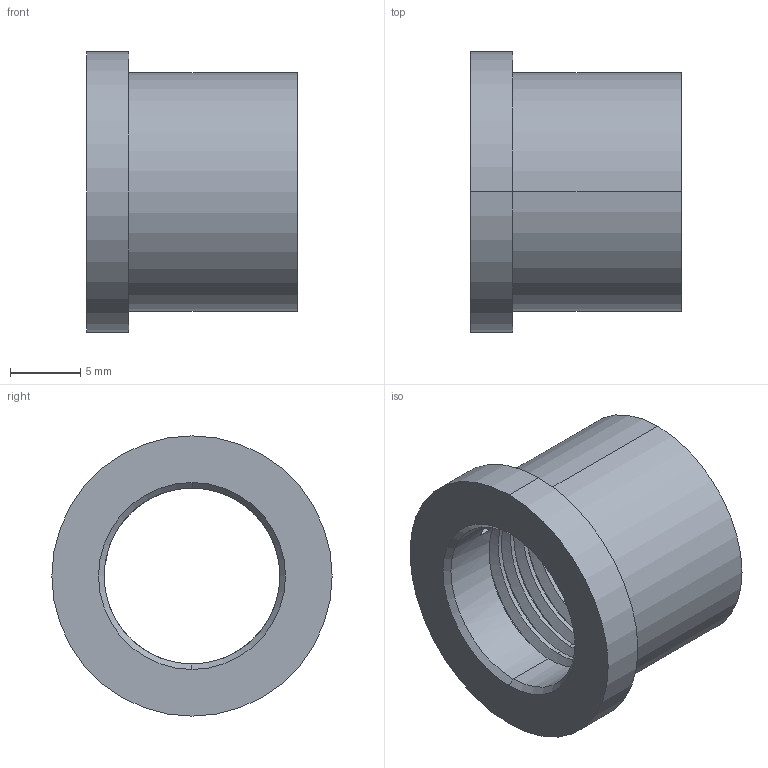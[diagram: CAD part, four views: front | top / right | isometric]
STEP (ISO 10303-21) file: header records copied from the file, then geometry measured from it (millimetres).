
FILE_DESCRIPTION (( 'STEP AP203' ), '1' );
FILE_NAME ('3D-LR-131-E_1-4_17106310.STEP', '2024-09-02T15:28:02', ( '' ), ( '' ), 'SwSTEP 2.0', 'SolidWorks 2024', '' );
FILE_SCHEMA (( 'CONFIG_CONTROL_DESIGN' ));
Length unit declared in the file: millimetre
Products named in the file (1): 3D-LR-131-E_1-4_17106310
Bounding box: 15 x 20 x 20 mm (x, y, z)
Volume: 1670.6 mm3; surface area: 2099.7 mm2
Topology: 1 solids, 1 shells, 33 faces, 88 edges, 58 vertices
Faces by surface type: cylinder 24, plane 4, bspline 3, cone 2
Entity records: 3110 total; most frequent: CARTESIAN_POINT 2326, ORIENTED_EDGE 176, DIRECTION 113, EDGE_CURVE 88, VERTEX_POINT 58, AXIS2_PLACEMENT_3D 43, EDGE_LOOP 36, ADVANCED_FACE 33
